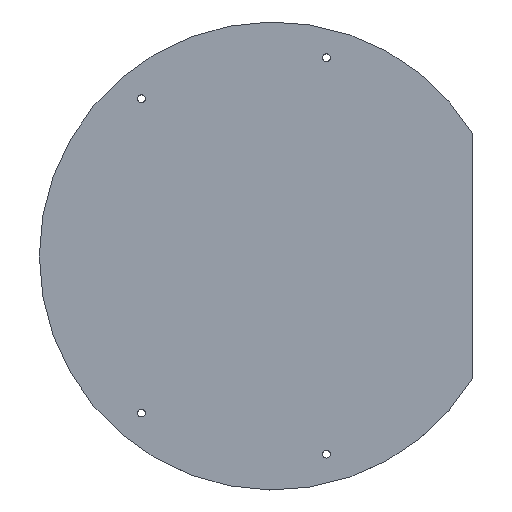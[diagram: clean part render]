
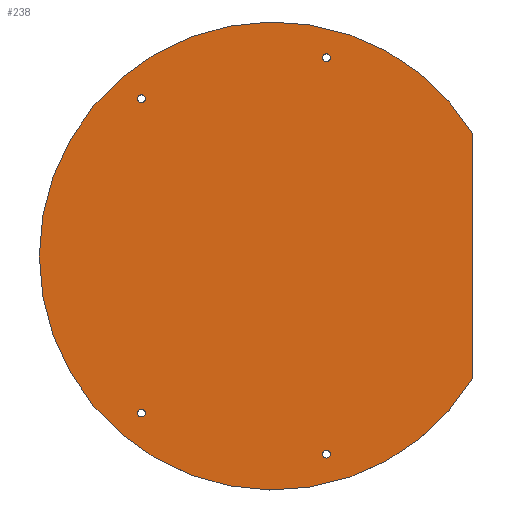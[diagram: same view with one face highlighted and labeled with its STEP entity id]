
A CAD part, top view. The second image highlights one B-rep face of the part: STEP entity #238.
In plain terms, the highlighted planar face has unit normal (0, 0, 1).
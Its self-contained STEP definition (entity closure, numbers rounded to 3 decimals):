
#5 = DIRECTION ( 'NONE',  ( 1., 0., 0. ) ) ;
#7 = DIRECTION ( 'NONE',  ( 0., 0., 1. ) ) ;
#13 = CARTESIAN_POINT ( 'NONE',  ( -73.819, 90.656, 3. ) ) ;
#16 = FACE_BOUND ( 'NONE', #60, .T. ) ;
#18 = VERTEX_POINT ( 'NONE', #13 ) ;
#20 = PLANE ( 'NONE',  #239 ) ;
#25 = CIRCLE ( 'NONE', #154, 2.25 ) ;
#36 = FACE_BOUND ( 'NONE', #205, .T. ) ;
#41 = DIRECTION ( 'NONE',  ( 1., 0., 0. ) ) ;
#42 = AXIS2_PLACEMENT_3D ( 'NONE', #117, #236, #5 ) ;
#44 = LINE ( 'NONE', #263, #101 ) ;
#46 = ORIENTED_EDGE ( 'NONE', *, *, #110, .T. ) ;
#54 = CIRCLE ( 'NONE', #255, 2.25 ) ;
#55 = DIRECTION ( 'NONE',  ( 0., 0., 1. ) ) ;
#60 = EDGE_LOOP ( 'NONE', ( #241 ) ) ;
#61 = FACE_BOUND ( 'NONE', #160, .T. ) ;
#74 = CARTESIAN_POINT ( 'NONE',  ( -76.069, -90.626, 3. ) ) ;
#75 = CIRCLE ( 'NONE', #221, 2.25 ) ;
#83 = CIRCLE ( 'NONE', #42, 135. ) ;
#99 = DIRECTION ( 'NONE',  ( 0., -1., 0. ) ) ;
#101 = VECTOR ( 'NONE', #99, 1000. ) ;
#103 = CARTESIAN_POINT ( 'NONE',  ( 32.879, -114.281, 3. ) ) ;
#104 = EDGE_CURVE ( 'NONE', #125, #125, #25, .T. ) ;
#105 = DIRECTION ( 'NONE',  ( 1., 0., 0. ) ) ;
#106 = ORIENTED_EDGE ( 'NONE', *, *, #252, .F. ) ;
#110 = EDGE_CURVE ( 'NONE', #131, #245, #83, .T. ) ;
#117 = CARTESIAN_POINT ( 'NONE',  ( 0., 0., 3. ) ) ;
#125 = VERTEX_POINT ( 'NONE', #247 ) ;
#127 = DIRECTION ( 'NONE',  ( 0., 0., 1. ) ) ;
#128 = EDGE_LOOP ( 'NONE', ( #201 ) ) ;
#131 = VERTEX_POINT ( 'NONE', #153 ) ;
#140 = CARTESIAN_POINT ( 'NONE',  ( 0., 0., 3. ) ) ;
#142 = DIRECTION ( 'NONE',  ( 1., 0., 0. ) ) ;
#151 = ORIENTED_EDGE ( 'NONE', *, *, #177, .F. ) ;
#153 = CARTESIAN_POINT ( 'NONE',  ( 115., 70.711, 3. ) ) ;
#154 = AXIS2_PLACEMENT_3D ( 'NONE', #232, #55, #206 ) ;
#160 = EDGE_LOOP ( 'NONE', ( #106 ) ) ;
#162 = CARTESIAN_POINT ( 'NONE',  ( 30.629, -114.281, 3. ) ) ;
#163 = DIRECTION ( 'NONE',  ( 0., 0., 1. ) ) ;
#177 = EDGE_CURVE ( 'NONE', #197, #197, #54, .T. ) ;
#180 = EDGE_LOOP ( 'NONE', ( #243, #46 ) ) ;
#181 = VERTEX_POINT ( 'NONE', #103 ) ;
#197 = VERTEX_POINT ( 'NONE', #222 ) ;
#201 = ORIENTED_EDGE ( 'NONE', *, *, #273, .F. ) ;
#205 = EDGE_LOOP ( 'NONE', ( #151 ) ) ;
#206 = DIRECTION ( 'NONE',  ( 1., 0., 0. ) ) ;
#216 = CARTESIAN_POINT ( 'NONE',  ( -76.069, 90.656, 3. ) ) ;
#221 = AXIS2_PLACEMENT_3D ( 'NONE', #216, #163, #41 ) ;
#222 = CARTESIAN_POINT ( 'NONE',  ( -73.819, -90.626, 3. ) ) ;
#224 = DIRECTION ( 'NONE',  ( 0., 0., 1. ) ) ;
#227 = CIRCLE ( 'NONE', #270, 2.25 ) ;
#232 = CARTESIAN_POINT ( 'NONE',  ( 30.629, 114.311, 3. ) ) ;
#233 = DIRECTION ( 'NONE',  ( 1., 0., 0. ) ) ;
#236 = DIRECTION ( 'NONE',  ( 0., 0., 1. ) ) ;
#238 = ADVANCED_FACE ( 'NONE', ( #242, #36, #244, #16, #61 ), #20, .T. ) ;
#239 = AXIS2_PLACEMENT_3D ( 'NONE', #140, #224, #142 ) ;
#241 = ORIENTED_EDGE ( 'NONE', *, *, #104, .F. ) ;
#242 = FACE_OUTER_BOUND ( 'NONE', #180, .T. ) ;
#243 = ORIENTED_EDGE ( 'NONE', *, *, #257, .F. ) ;
#244 = FACE_BOUND ( 'NONE', #128, .T. ) ;
#245 = VERTEX_POINT ( 'NONE', #268 ) ;
#247 = CARTESIAN_POINT ( 'NONE',  ( 32.879, 114.311, 3. ) ) ;
#252 = EDGE_CURVE ( 'NONE', #18, #18, #75, .T. ) ;
#255 = AXIS2_PLACEMENT_3D ( 'NONE', #74, #7, #233 ) ;
#257 = EDGE_CURVE ( 'NONE', #131, #245, #44, .T. ) ;
#263 = CARTESIAN_POINT ( 'NONE',  ( 115., -70.711, 3. ) ) ;
#268 = CARTESIAN_POINT ( 'NONE',  ( 115., -70.711, 3. ) ) ;
#270 = AXIS2_PLACEMENT_3D ( 'NONE', #162, #127, #105 ) ;
#273 = EDGE_CURVE ( 'NONE', #181, #181, #227, .T. ) ;
